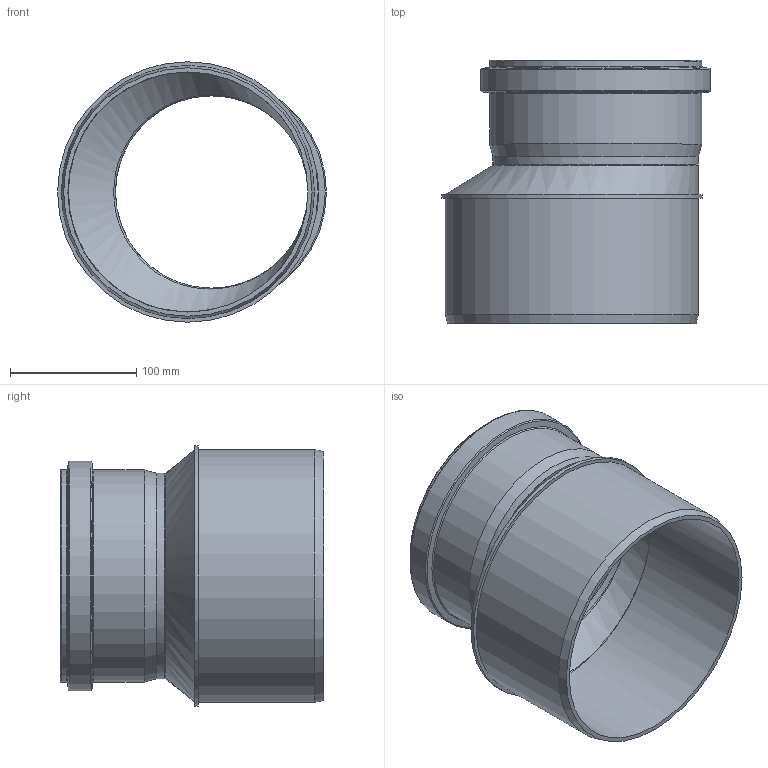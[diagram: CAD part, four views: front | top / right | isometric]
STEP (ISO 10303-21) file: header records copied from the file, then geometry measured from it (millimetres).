
FILE_DESCRIPTION(/* description */ (''),/* implementation_level */ '2;1');
FILE_NAME(/* name */ '223700 KGR Reduktion DN_OD 200_160.stp',/* time_stamp */ '2017-04-18T16:41:32+02:00',/* author */ ('user1'),/* organization */ (''),/* preprocessor_version */ 'ST-DEVELOPER v16.1',/* originating_system */ 'Autodesk Inventor 2016',/* authorisation */ '');
FILE_SCHEMA (('AUTOMOTIVE_DESIGN { 1 0 10303 214 3 1 1 }'));
Length unit declared in the file: millimetre
Products named in the file (1): 223700 KGR Reduktion DN_OD 200_160
Bounding box: 212.55 x 208 x 206 mm (x, y, z)
Volume: 604121.1 mm3; surface area: 265605.9 mm2
Topology: 1 solids, 1 shells, 39 faces, 81 edges, 41 vertices
Faces by surface type: cylinder 12, torus 10, cone 7, bspline 5, plane 5
Full cylindrical faces by diameter (mm): 152.1 x1, 160.7 x1, 161.1 x2, 162.5 x1, 167.7 x1, 168.1 x1, 174.4 x1, 181.4 x1, 189.8 x1, 200.2 x1, 206 x1
Entity records: 1800 total; most frequent: CARTESIAN_POINT 1123, DIRECTION 138, ORIENTED_EDGE 90, EDGE_LOOP 73, AXIS2_PLACEMENT_3D 69, EDGE_CURVE 45, VERTEX_POINT 40, FACE_OUTER_BOUND 39
